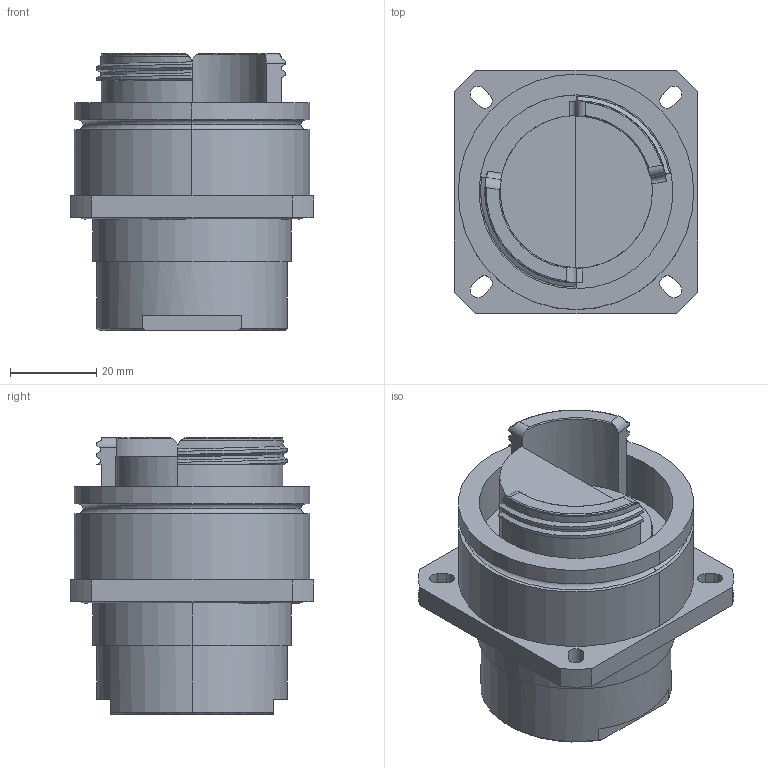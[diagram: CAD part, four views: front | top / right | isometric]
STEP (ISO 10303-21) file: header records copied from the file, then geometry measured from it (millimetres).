
FILE_DESCRIPTION (( 'STEP AP203' ), '1' );
FILE_NAME ('Size27 Herm Flange.STEP', '2019-04-17T23:11:04', ( '' ), ( '' ), 'SwSTEP 2.0', 'SolidWorks 2019', '' );
FILE_SCHEMA (( 'CONFIG_CONTROL_DESIGN' ));
Length unit declared in the file: inch
Products named in the file (1): Size27 Herm Flange
Bounding box: 56.39 x 56.39 x 64.26 mm (x, y, z)
Volume: 104353.6 mm3; surface area: 20733 mm2
Topology: 1 solids, 1 shells, 121 faces, 324 edges, 215 vertices
Faces by surface type: cylinder 54, plane 40, bspline 14, torus 10, cone 3
Entity records: 5668 total; most frequent: CARTESIAN_POINT 2677, ORIENTED_EDGE 648, DIRECTION 570, EDGE_CURVE 324, AXIS2_PLACEMENT_3D 220, VERTEX_POINT 215, EDGE_LOOP 139, VECTOR 130
